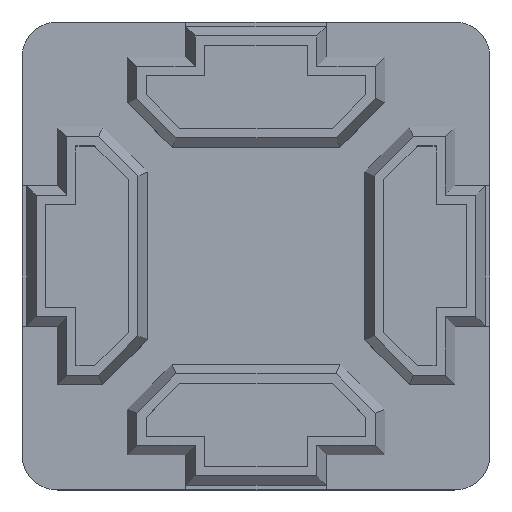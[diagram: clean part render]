
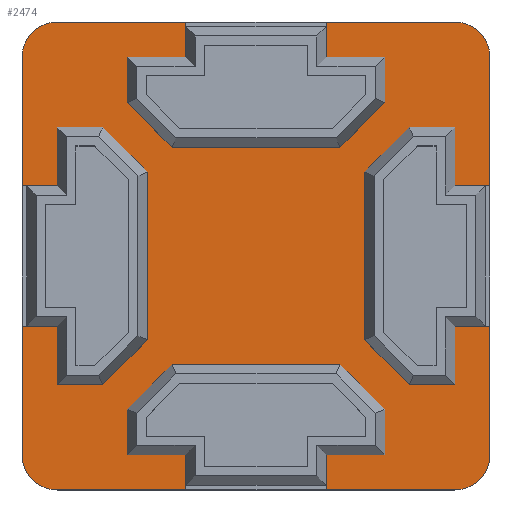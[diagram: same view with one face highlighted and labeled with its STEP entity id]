
A CAD part, top view. The second image highlights one B-rep face of the part: STEP entity #2474.
In plain terms, the highlighted planar face has unit normal (0, 0, 1).
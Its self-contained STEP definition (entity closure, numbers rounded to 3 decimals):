
#40=FACE_OUTER_BOUND('',#186,.T.);
#186=EDGE_LOOP('',(#1651,#1652,#1653,#1654,#1655,#1656,#1657,#1658));
#332=LINE('',#3451,#680);
#336=LINE('',#3460,#684);
#339=LINE('',#3471,#687);
#342=LINE('',#3478,#690);
#680=VECTOR('',#2790,10.);
#684=VECTOR('',#2800,10.);
#687=VECTOR('',#2813,10.);
#690=VECTOR('',#2822,10.);
#1027=CIRCLE('',#2624,1.5);
#1028=CIRCLE('',#2627,1.5);
#1029=CIRCLE('',#2629,1.5);
#1030=CIRCLE('',#2632,1.5);
#1039=VERTEX_POINT('',#3448);
#1040=VERTEX_POINT('',#3450);
#1041=VERTEX_POINT('',#3454);
#1042=VERTEX_POINT('',#3458);
#1043=VERTEX_POINT('',#3462);
#1044=VERTEX_POINT('',#3466);
#1045=VERTEX_POINT('',#3470);
#1046=VERTEX_POINT('',#3474);
#1264=EDGE_CURVE('',#1040,#1039,#332,.T.);
#1267=EDGE_CURVE('',#1039,#1041,#1027,.T.);
#1269=EDGE_CURVE('',#1041,#1042,#336,.T.);
#1271=EDGE_CURVE('',#1042,#1043,#1028,.T.);
#1272=EDGE_CURVE('',#1044,#1040,#1029,.T.);
#1274=EDGE_CURVE('',#1045,#1044,#339,.T.);
#1276=EDGE_CURVE('',#1046,#1045,#1030,.T.);
#1278=EDGE_CURVE('',#1043,#1046,#342,.T.);
#1651=ORIENTED_EDGE('',*,*,#1271,.T.);
#1652=ORIENTED_EDGE('',*,*,#1278,.T.);
#1653=ORIENTED_EDGE('',*,*,#1276,.T.);
#1654=ORIENTED_EDGE('',*,*,#1274,.T.);
#1655=ORIENTED_EDGE('',*,*,#1272,.T.);
#1656=ORIENTED_EDGE('',*,*,#1264,.T.);
#1657=ORIENTED_EDGE('',*,*,#1267,.T.);
#1658=ORIENTED_EDGE('',*,*,#1269,.T.);
#2328=PLANE('',#2634);
#2474=ADVANCED_FACE('',(#40),#2328,.T.);
#2624=AXIS2_PLACEMENT_3D('',#3456,#2795,#2796);
#2627=AXIS2_PLACEMENT_3D('',#3464,#2804,#2805);
#2629=AXIS2_PLACEMENT_3D('',#3467,#2808,#2809);
#2632=AXIS2_PLACEMENT_3D('',#3475,#2817,#2818);
#2634=AXIS2_PLACEMENT_3D('',#3479,#2823,#2824);
#2790=DIRECTION('',(-1.,0.,0.));
#2795=DIRECTION('center_axis',(0.,0.,1.));
#2796=DIRECTION('ref_axis',(0.,1.,0.));
#2800=DIRECTION('',(0.,-1.,0.));
#2804=DIRECTION('center_axis',(0.,0.,1.));
#2805=DIRECTION('ref_axis',(-1.,0.,0.));
#2808=DIRECTION('center_axis',(0.,0.,1.));
#2809=DIRECTION('ref_axis',(1.,0.,0.));
#2813=DIRECTION('',(0.,1.,0.));
#2817=DIRECTION('center_axis',(0.,0.,1.));
#2818=DIRECTION('ref_axis',(0.,-1.,0.));
#2822=DIRECTION('',(1.,0.,0.));
#2823=DIRECTION('center_axis',(0.,0.,1.));
#2824=DIRECTION('ref_axis',(1.,0.,0.));
#3448=CARTESIAN_POINT('',(1.5,20.,-0.2));
#3450=CARTESIAN_POINT('',(18.5,20.,-0.2));
#3451=CARTESIAN_POINT('',(18.5,20.,-0.2));
#3454=CARTESIAN_POINT('',(0.,18.5,-0.2));
#3456=CARTESIAN_POINT('Origin',(1.5,18.5,-0.2));
#3458=CARTESIAN_POINT('',(0.,1.5,-0.2));
#3460=CARTESIAN_POINT('',(0.,18.5,-0.2));
#3462=CARTESIAN_POINT('',(1.5,0.,-0.2));
#3464=CARTESIAN_POINT('Origin',(1.5,1.5,-0.2));
#3466=CARTESIAN_POINT('',(20.,18.5,-0.2));
#3467=CARTESIAN_POINT('Origin',(18.5,18.5,-0.2));
#3470=CARTESIAN_POINT('',(20.,1.5,-0.2));
#3471=CARTESIAN_POINT('',(20.,1.5,-0.2));
#3474=CARTESIAN_POINT('',(18.5,0.,-0.2));
#3475=CARTESIAN_POINT('Origin',(18.5,1.5,-0.2));
#3478=CARTESIAN_POINT('',(1.5,0.,-0.2));
#3479=CARTESIAN_POINT('Origin',(10.,10.,-0.2));
